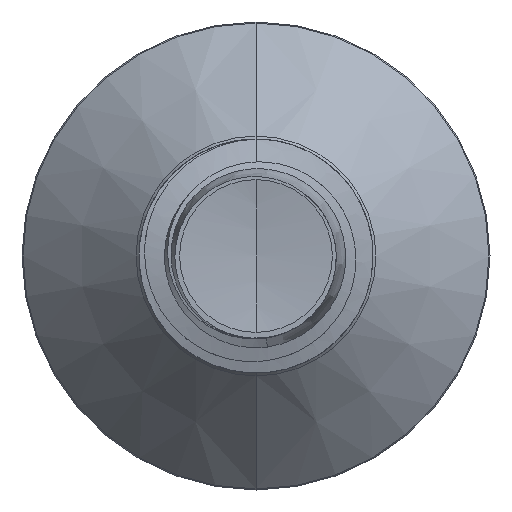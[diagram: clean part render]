
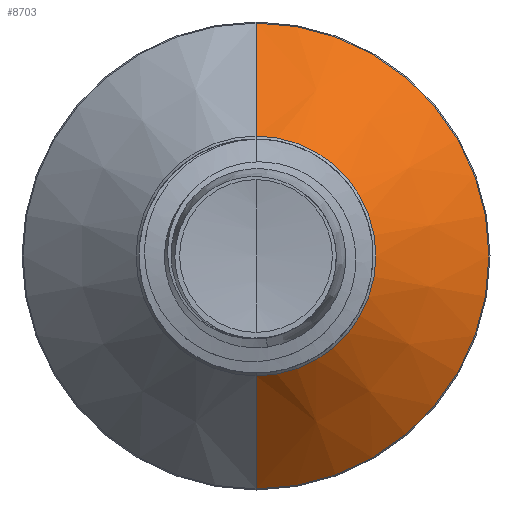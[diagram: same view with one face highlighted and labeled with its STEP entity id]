
A CAD part, front view. The second image highlights one B-rep face of the part: STEP entity #8703.
In plain terms, the highlighted conical face has half-angle 45 degrees and reference radius 2.563 mm.
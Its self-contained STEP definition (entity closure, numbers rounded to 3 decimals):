
#938 = DIRECTION ( 'NONE',  ( 0., 1., 0. ) ) ;
#1320 = CARTESIAN_POINT ( 'NONE',  ( 0., 9.313, 2.563 ) ) ;
#1816 = EDGE_CURVE ( 'NONE', #18240, #10165, #17772, .T. ) ;
#1896 = AXIS2_PLACEMENT_3D ( 'NONE', #4240, #16445, #5997 ) ;
#1984 = EDGE_CURVE ( 'NONE', #9960, #10165, #3869, .T. ) ;
#2038 = AXIS2_PLACEMENT_3D ( 'NONE', #2815, #938, #6275 ) ;
#2815 = CARTESIAN_POINT ( 'NONE',  ( 0., 9.313, 0. ) ) ;
#3106 = ORIENTED_EDGE ( 'NONE', *, *, #14271, .T. ) ;
#3286 = ORIENTED_EDGE ( 'NONE', *, *, #1816, .T. ) ;
#3501 = ORIENTED_EDGE ( 'NONE', *, *, #1984, .F. ) ;
#3701 = CARTESIAN_POINT ( 'NONE',  ( 0., 11.728, -4.978 ) ) ;
#3766 = ORIENTED_EDGE ( 'NONE', *, *, #11312, .F. ) ;
#3869 = CIRCLE ( 'NONE', #9431, 4.978 ) ;
#3983 = CARTESIAN_POINT ( 'NONE',  ( 0., 11.728, 0. ) ) ;
#4240 = CARTESIAN_POINT ( 'NONE',  ( 0., 9.313, 0. ) ) ;
#5732 = DIRECTION ( 'NONE',  ( 0., 0., 1. ) ) ;
#5997 = DIRECTION ( 'NONE',  ( 0., 0., 1. ) ) ;
#6275 = DIRECTION ( 'NONE',  ( 0., 0., 1. ) ) ;
#8532 = VECTOR ( 'NONE', #15424, 1000. ) ;
#8574 = VECTOR ( 'NONE', #22434, 1000. ) ;
#8703 = ADVANCED_FACE ( 'NONE', ( #8804 ), #12374, .T. ) ;
#8770 = CARTESIAN_POINT ( 'NONE',  ( 0., 9.313, -2.563 ) ) ;
#8804 = FACE_OUTER_BOUND ( 'NONE', #19803, .T. ) ;
#8924 = CARTESIAN_POINT ( 'NONE',  ( 0., 11.728, 4.978 ) ) ;
#9431 = AXIS2_PLACEMENT_3D ( 'NONE', #3983, #16189, #5732 ) ;
#9960 = VERTEX_POINT ( 'NONE', #8924 ) ;
#10165 = VERTEX_POINT ( 'NONE', #3701 ) ;
#11312 = EDGE_CURVE ( 'NONE', #17383, #9960, #17729, .T. ) ;
#12374 = CONICAL_SURFACE ( 'NONE', #2038, 2.563, 0.785 ) ;
#14271 = EDGE_CURVE ( 'NONE', #17383, #18240, #19301, .T. ) ;
#15424 = DIRECTION ( 'NONE',  ( 0., 0.707, 0.707 ) ) ;
#16189 = DIRECTION ( 'NONE',  ( 0., 1., 0. ) ) ;
#16445 = DIRECTION ( 'NONE',  ( 0., 1., 0. ) ) ;
#17383 = VERTEX_POINT ( 'NONE', #1320 ) ;
#17418 = CARTESIAN_POINT ( 'NONE',  ( 0., 9.313, -2.563 ) ) ;
#17729 = LINE ( 'NONE', #18774, #8532 ) ;
#17772 = LINE ( 'NONE', #8770, #8574 ) ;
#18240 = VERTEX_POINT ( 'NONE', #17418 ) ;
#18774 = CARTESIAN_POINT ( 'NONE',  ( 0., 9.313, 2.563 ) ) ;
#19301 = CIRCLE ( 'NONE', #1896, 2.563 ) ;
#19803 = EDGE_LOOP ( 'NONE', ( #3106, #3286, #3501, #3766 ) ) ;
#22434 = DIRECTION ( 'NONE',  ( 0., 0.707, -0.707 ) ) ;
